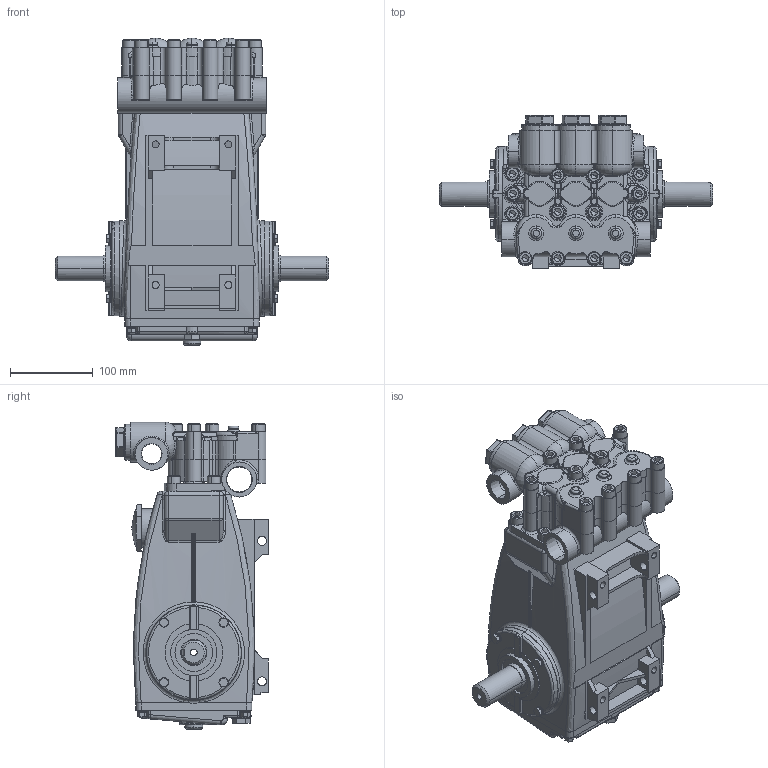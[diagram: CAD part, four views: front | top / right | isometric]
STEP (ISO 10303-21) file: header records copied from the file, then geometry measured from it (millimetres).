
FILE_DESCRIPTION (( 'STEP AP214' ), '1' );
FILE_NAME ('1541.STEP', '2011-03-08T22:49:48', ( 'Mary Jo Helmbrecht' ), ( 'DDC' ), 'SwSTEP 2.0', 'SolidWorks 2011', '' );
FILE_SCHEMA (( 'AUTOMOTIVE_DESIGN' ));
Length unit declared in the file: millimetre
Products named in the file (1): 1541
Bounding box: 329.95 x 184.46 x 371.69 mm (x, y, z)
Surface area: 442322.3 mm2 (no closed solid volume)
Topology: 0 solids, 21 shells, 1405 faces, 4166 edges, 2542 vertices
Faces by surface type: plane 502, cylinder 496, torus 173, bspline 122, cone 73, sphere 39
Entity records: 72371 total; most frequent: CARTESIAN_POINT 20601, DIRECTION 7834, ORIENTED_EDGE 7261, EDGE_CURVE 4086, AXIS2_PLACEMENT_3D 3018, VERTEX_POINT 2538, LINE 1798, VECTOR 1798
